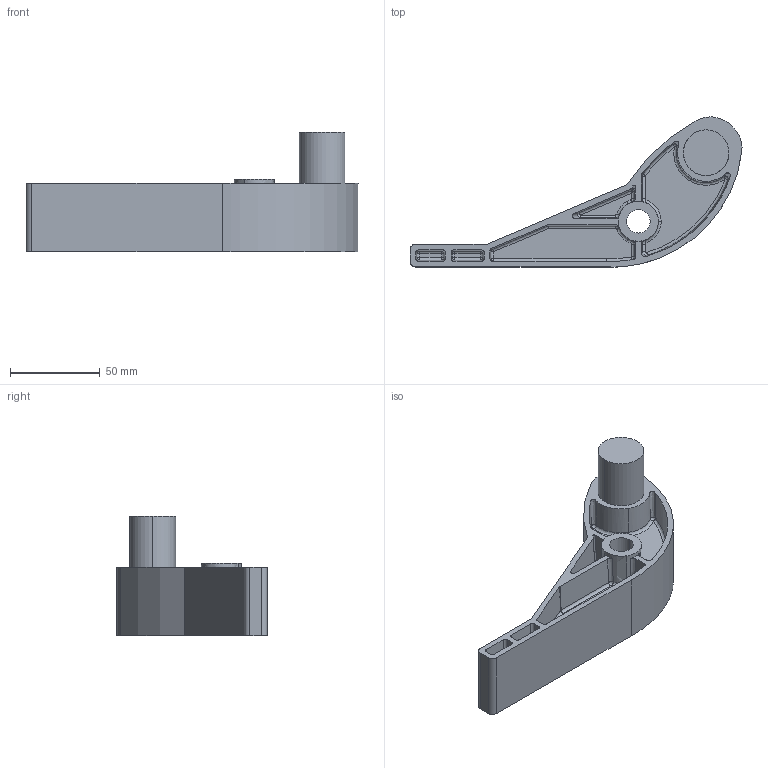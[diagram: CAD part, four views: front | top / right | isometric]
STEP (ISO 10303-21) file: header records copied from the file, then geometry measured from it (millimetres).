
FILE_DESCRIPTION(('CATIA V5 STEP Exchange'),'2;1');
FILE_NAME('DE1371 FLIPPER ASSY SHORT.stp','2018-08-07T14:59:37+00:00',('none'),('none'),'CATIA Version 5-6 Release 2016 SP3 HF21','CATIA V5 STEP AP203','none');
FILE_SCHEMA(('CONFIG_CONTROL_DESIGN'));
Length unit declared in the file: inch
Products named in the file (1): DE1371 FLIPPER ASSY SHORT
Assembly tree (2 placements, depth 2):
  DE1371 FLIPPER ASSY SHORT
    #63
    #11678
Bounding box: 184.64 x 83.53 x 66.67 mm (x, y, z)
Volume: 136814.1 mm3; surface area: 57901.5 mm2
Topology: 2 solids, 2 shells, 259 faces, 632 edges, 347 vertices
Faces by surface type: bspline 93, cylinder 68, plane 57, sphere 38, extrusion 3
Entity records: 11740 total; most frequent: CARTESIAN_POINT 6914, ORIENTED_EDGE 1184, EDGE_CURVE 592, DIRECTION 579, VERTEX_POINT 347, B_SPLINE_CURVE_WITH_KNOTS 305, EDGE_LOOP 271, AXIS2_PLACEMENT_3D 266
